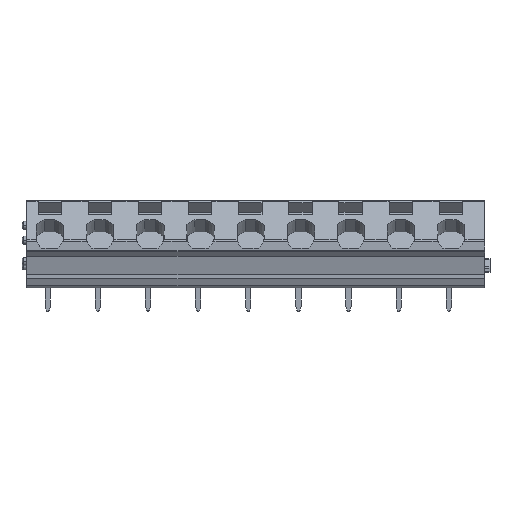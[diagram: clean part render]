
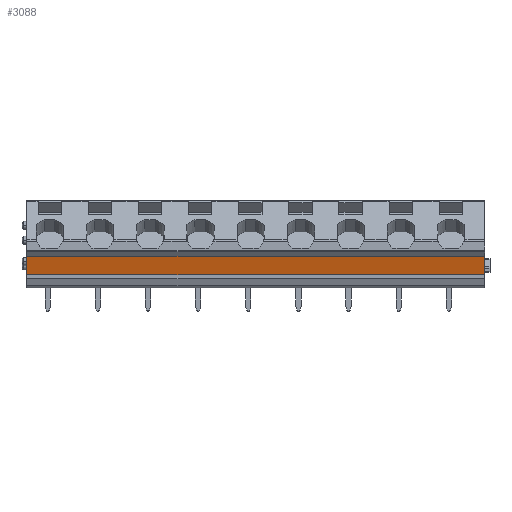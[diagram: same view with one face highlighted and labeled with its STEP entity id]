
A CAD part, front view. The second image highlights one B-rep face of the part: STEP entity #3088.
In plain terms, the highlighted planar face has unit normal (0, -0.966, -0.259).
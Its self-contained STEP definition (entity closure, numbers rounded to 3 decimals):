
#3061=AXIS2_PLACEMENT_3D('Plane Axis2P3D',#3058,#3059,#3060) ;
#3036=CARTESIAN_POINT('Vertex',(69.2,1.37,5.45)) ;
#3039=CARTESIAN_POINT('Line Origine',(34.95,1.37,5.45)) ;
#3043=CARTESIAN_POINT('Vertex',(0.7,1.37,5.45)) ;
#3058=CARTESIAN_POINT('Axis2P3D Location',(0.,0.634,8.2)) ;
#3063=CARTESIAN_POINT('Line Origine',(69.2,1.002,6.825)) ;
#3067=CARTESIAN_POINT('Vertex',(69.2,0.634,8.2)) ;
#3070=CARTESIAN_POINT('Line Origine',(34.95,0.634,8.2)) ;
#3074=CARTESIAN_POINT('Vertex',(0.7,0.634,8.2)) ;
#3077=CARTESIAN_POINT('Line Origine',(0.7,1.002,6.825)) ;
#3040=DIRECTION('Vector Direction',(1.,0.,0.)) ;
#3059=DIRECTION('Axis2P3D Direction',(0.,-0.966,-0.259)) ;
#3060=DIRECTION('Axis2P3D XDirection',(0.,0.259,-0.966)) ;
#3064=DIRECTION('Vector Direction',(0.,0.259,-0.966)) ;
#3071=DIRECTION('Vector Direction',(1.,0.,0.)) ;
#3078=DIRECTION('Vector Direction',(0.,0.259,-0.966)) ;
#3041=VECTOR('Line Direction',#3040,1.) ;
#3065=VECTOR('Line Direction',#3064,1.) ;
#3072=VECTOR('Line Direction',#3071,1.) ;
#3079=VECTOR('Line Direction',#3078,1.) ;
#3083=ORIENTED_EDGE('',*,*,#3069,.F.) ;
#3084=ORIENTED_EDGE('',*,*,#3076,.F.) ;
#3085=ORIENTED_EDGE('',*,*,#3081,.F.) ;
#3086=ORIENTED_EDGE('',*,*,#3045,.T.) ;
#3088=ADVANCED_FACE('HOUSING',(#3087),#3062,.T.) ;
#3045=EDGE_CURVE('',#3044,#3037,#3042,.T.) ;
#3069=EDGE_CURVE('',#3068,#3037,#3066,.T.) ;
#3076=EDGE_CURVE('',#3075,#3068,#3073,.T.) ;
#3081=EDGE_CURVE('',#3044,#3075,#3080,.F.) ;
#3082=EDGE_LOOP('',(#3083,#3084,#3085,#3086)) ;
#3087=FACE_OUTER_BOUND('',#3082,.T.) ;
#3042=LINE('Line',#3039,#3041) ;
#3066=LINE('Line',#3063,#3065) ;
#3073=LINE('Line',#3070,#3072) ;
#3080=LINE('Line',#3077,#3079) ;
#3062=PLANE('',#3061) ;
#3037=VERTEX_POINT('',#3036) ;
#3044=VERTEX_POINT('',#3043) ;
#3068=VERTEX_POINT('',#3067) ;
#3075=VERTEX_POINT('',#3074) ;
